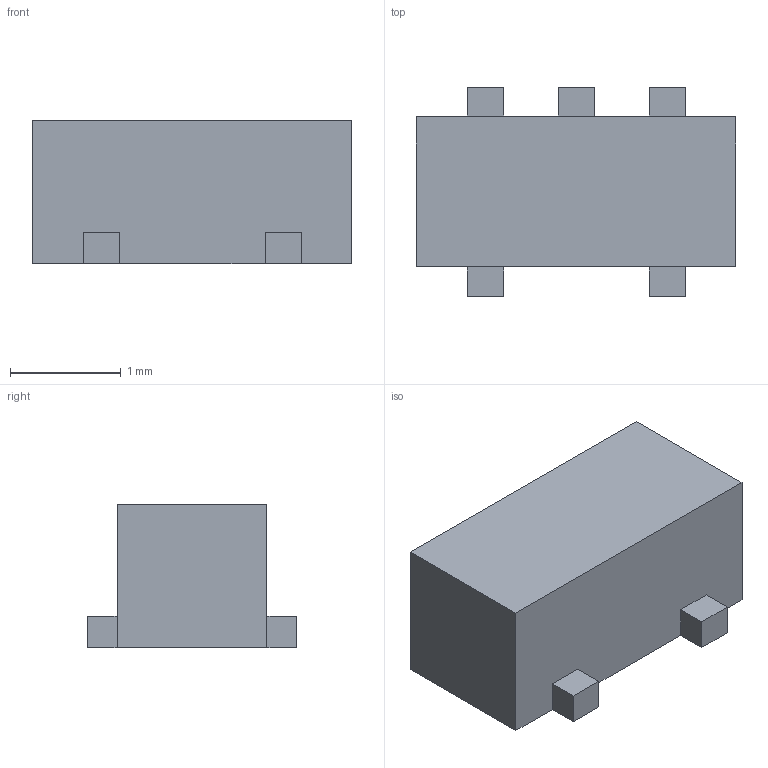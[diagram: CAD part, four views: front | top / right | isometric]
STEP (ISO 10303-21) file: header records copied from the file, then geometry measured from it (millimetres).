
FILE_DESCRIPTION((''),'2;1');
FILE_NAME('REGEL5','2022-02-19T21:11:12',('BenoVidla'),(''),'CREO PARAMETRIC BY PTC INC, 2021063','CREO PARAMETRIC BY PTC INC, 2021063','');
FILE_SCHEMA(('AP242_MANAGED_MODEL_BASED_3D_ENGINEERING_MIM_LF { 1 0 10303 442 1 1 4 }'));
Length unit declared in the file: millimetre
Products named in the file (1): REGEL5
Bounding box: 2.89 x 1.89 x 1.3 mm (x, y, z)
Volume: 5.2 mm3; surface area: 20.5 mm2
Topology: 1 solids, 1 shells, 26 faces, 96 edges, 72 vertices
Faces by surface type: plane 26
Entity records: 1306 total; most frequent: CARTESIAN_POINT 176, DIRECTION 156, ORIENTED_EDGE 144, VECTOR 96, LINE 96, EDGE_CURVE 72, PRESENTATION_STYLE_ASSIGNMENT 51, STYLED_ITEM 51
